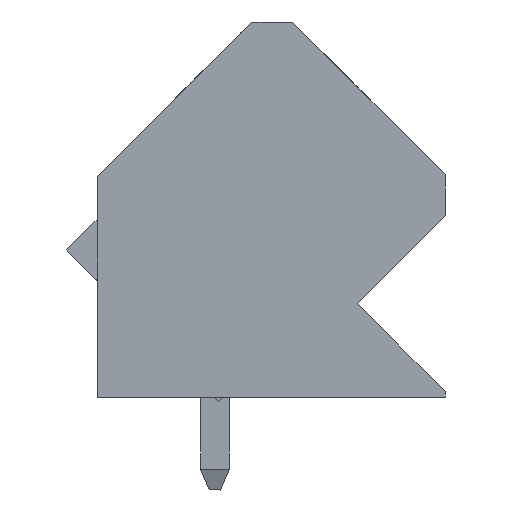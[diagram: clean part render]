
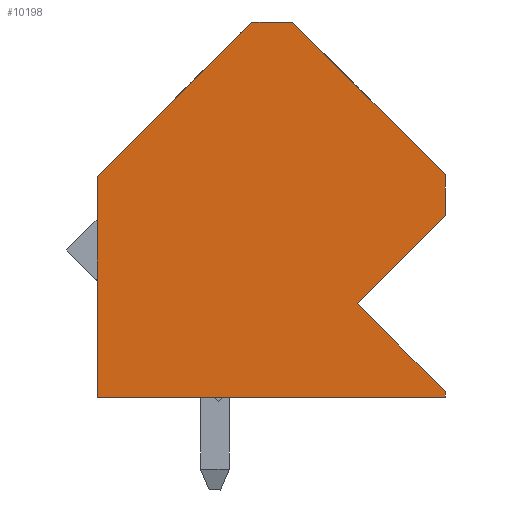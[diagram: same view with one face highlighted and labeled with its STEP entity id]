
A CAD part, left-side view. The second image highlights one B-rep face of the part: STEP entity #10198.
In plain terms, the highlighted planar face has unit normal (-1, 0, 0).
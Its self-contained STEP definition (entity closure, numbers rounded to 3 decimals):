
#10161=AXIS2_PLACEMENT_3D('Plane Axis2P3D',#10158,#10159,#10160) ;
#7344=CARTESIAN_POINT('Vertex',(0.,6.718,16.246)) ;
#7347=CARTESIAN_POINT('Line Origine',(0.,6.01,16.246)) ;
#7351=CARTESIAN_POINT('Vertex',(0.,5.303,16.246)) ;
#8834=CARTESIAN_POINT('Vertex',(0.,0.001,3.419)) ;
#8837=CARTESIAN_POINT('Line Origine',(0.,0.,3.319)) ;
#8841=CARTESIAN_POINT('Vertex',(0.,0.,3.219)) ;
#8866=CARTESIAN_POINT('Vertex',(0.,3.055,6.473)) ;
#8869=CARTESIAN_POINT('Line Origine',(0.,1.528,4.946)) ;
#8891=CARTESIAN_POINT('Vertex',(0.,0.,9.529)) ;
#8894=CARTESIAN_POINT('Line Origine',(0.,1.528,8.001)) ;
#9996=CARTESIAN_POINT('Vertex',(0.,12.092,10.872)) ;
#10001=CARTESIAN_POINT('Line Origine',(0.,9.405,13.559)) ;
#10158=CARTESIAN_POINT('Axis2P3D Location',(0.,0.,0.019)) ;
#10163=CARTESIAN_POINT('Line Origine',(0.,12.093,7.045)) ;
#10167=CARTESIAN_POINT('Vertex',(0.,12.093,3.219)) ;
#10170=CARTESIAN_POINT('Line Origine',(0.,6.046,3.219)) ;
#10175=CARTESIAN_POINT('Line Origine',(0.,0.,10.236)) ;
#10179=CARTESIAN_POINT('Vertex',(0.,0.,10.943)) ;
#10182=CARTESIAN_POINT('Line Origine',(0.,2.652,13.595)) ;
#7348=DIRECTION('Vector Direction',(0.,-1.,0.)) ;
#8838=DIRECTION('Vector Direction',(0.,-0.004,-1.)) ;
#8870=DIRECTION('Vector Direction',(0.,-0.707,-0.707)) ;
#8895=DIRECTION('Vector Direction',(0.,0.707,-0.707)) ;
#10002=DIRECTION('Vector Direction',(0.,-0.707,0.707)) ;
#10159=DIRECTION('Axis2P3D Direction',(-1.,0.,0.)) ;
#10160=DIRECTION('Axis2P3D XDirection',(0.,0.,1.)) ;
#10164=DIRECTION('Vector Direction',(0.,0.,1.)) ;
#10171=DIRECTION('Vector Direction',(0.,1.,0.)) ;
#10176=DIRECTION('Vector Direction',(0.,0.,-1.)) ;
#10183=DIRECTION('Vector Direction',(0.,-0.707,-0.707)) ;
#7349=VECTOR('Line Direction',#7348,1.) ;
#8839=VECTOR('Line Direction',#8838,1.) ;
#8871=VECTOR('Line Direction',#8870,1.) ;
#8896=VECTOR('Line Direction',#8895,1.) ;
#10003=VECTOR('Line Direction',#10002,1.) ;
#10165=VECTOR('Line Direction',#10164,1.) ;
#10172=VECTOR('Line Direction',#10171,1.) ;
#10177=VECTOR('Line Direction',#10176,1.) ;
#10184=VECTOR('Line Direction',#10183,1.) ;
#10188=ORIENTED_EDGE('',*,*,#7353,.T.) ;
#10189=ORIENTED_EDGE('',*,*,#10005,.T.) ;
#10190=ORIENTED_EDGE('',*,*,#10169,.T.) ;
#10191=ORIENTED_EDGE('',*,*,#10174,.T.) ;
#10192=ORIENTED_EDGE('',*,*,#8843,.T.) ;
#10193=ORIENTED_EDGE('',*,*,#8873,.T.) ;
#10194=ORIENTED_EDGE('',*,*,#8898,.T.) ;
#10195=ORIENTED_EDGE('',*,*,#10181,.T.) ;
#10196=ORIENTED_EDGE('',*,*,#10186,.T.) ;
#10198=ADVANCED_FACE('HOUSING',(#10197),#10162,.T.) ;
#7353=EDGE_CURVE('',#7352,#7345,#7350,.F.) ;
#8843=EDGE_CURVE('',#8842,#8835,#8840,.F.) ;
#8873=EDGE_CURVE('',#8835,#8867,#8872,.F.) ;
#8898=EDGE_CURVE('',#8867,#8892,#8897,.F.) ;
#10005=EDGE_CURVE('',#7345,#9997,#10004,.F.) ;
#10169=EDGE_CURVE('',#9997,#10168,#10166,.F.) ;
#10174=EDGE_CURVE('',#10168,#8842,#10173,.F.) ;
#10181=EDGE_CURVE('',#8892,#10180,#10178,.F.) ;
#10186=EDGE_CURVE('',#10180,#7352,#10185,.F.) ;
#10187=EDGE_LOOP('',(#10188,#10189,#10190,#10191,#10192,#10193,#10194,#10195,#10196)) ;
#10197=FACE_OUTER_BOUND('',#10187,.T.) ;
#7350=LINE('Line',#7347,#7349) ;
#8840=LINE('Line',#8837,#8839) ;
#8872=LINE('Line',#8869,#8871) ;
#8897=LINE('Line',#8894,#8896) ;
#10004=LINE('Line',#10001,#10003) ;
#10166=LINE('Line',#10163,#10165) ;
#10173=LINE('Line',#10170,#10172) ;
#10178=LINE('Line',#10175,#10177) ;
#10185=LINE('Line',#10182,#10184) ;
#10162=PLANE('',#10161) ;
#7345=VERTEX_POINT('',#7344) ;
#7352=VERTEX_POINT('',#7351) ;
#8835=VERTEX_POINT('',#8834) ;
#8842=VERTEX_POINT('',#8841) ;
#8867=VERTEX_POINT('',#8866) ;
#8892=VERTEX_POINT('',#8891) ;
#9997=VERTEX_POINT('',#9996) ;
#10168=VERTEX_POINT('',#10167) ;
#10180=VERTEX_POINT('',#10179) ;
